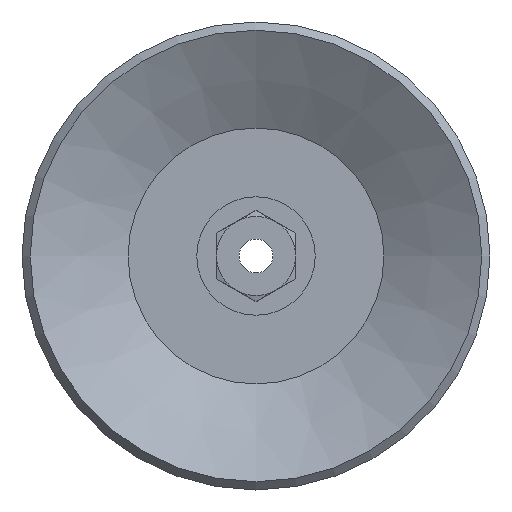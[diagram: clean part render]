
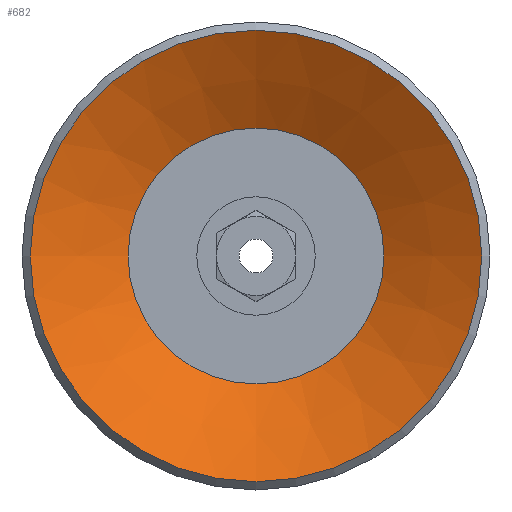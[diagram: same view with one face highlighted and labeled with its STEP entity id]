
A CAD part, front view. The second image highlights one B-rep face of the part: STEP entity #682.
In plain terms, the highlighted conical face has half-angle 60 degrees and reference radius 40 mm.
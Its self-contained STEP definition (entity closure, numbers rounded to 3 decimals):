
#86=CIRCLE('',#742,40.);
#87=CIRCLE('',#744,22.667);
#140=ORIENTED_EDGE('',*,*,#228,.F.);
#141=ORIENTED_EDGE('',*,*,#227,.T.);
#227=EDGE_CURVE('',#272,#272,#86,.T.);
#228=EDGE_CURVE('',#273,#273,#87,.T.);
#272=VERTEX_POINT('',#1016);
#273=VERTEX_POINT('',#1019);
#332=EDGE_LOOP('',(#140));
#333=EDGE_LOOP('',(#141));
#388=FACE_BOUND('',#332,.T.);
#389=FACE_BOUND('',#333,.T.);
#420=CONICAL_SURFACE('',#743,40.,1.047);
#682=ADVANCED_FACE('',(#388,#389),#420,.F.);
#742=AXIS2_PLACEMENT_3D('',#1015,#847,#848);
#743=AXIS2_PLACEMENT_3D('',#1017,#849,#850);
#744=AXIS2_PLACEMENT_3D('',#1018,#851,#852);
#847=DIRECTION('',(0.,-1.,0.));
#848=DIRECTION('',(1.,0.,0.));
#849=DIRECTION('',(0.,-1.,0.));
#850=DIRECTION('',(1.,0.,0.));
#851=DIRECTION('',(0.,-1.,0.));
#852=DIRECTION('',(1.,0.,0.));
#1015=CARTESIAN_POINT('',(0.,0.,0.));
#1016=CARTESIAN_POINT('',(40.,0.,0.));
#1017=CARTESIAN_POINT('',(0.,0.,0.));
#1018=CARTESIAN_POINT('',(0.,10.007,0.));
#1019=CARTESIAN_POINT('',(22.667,10.007,0.));
